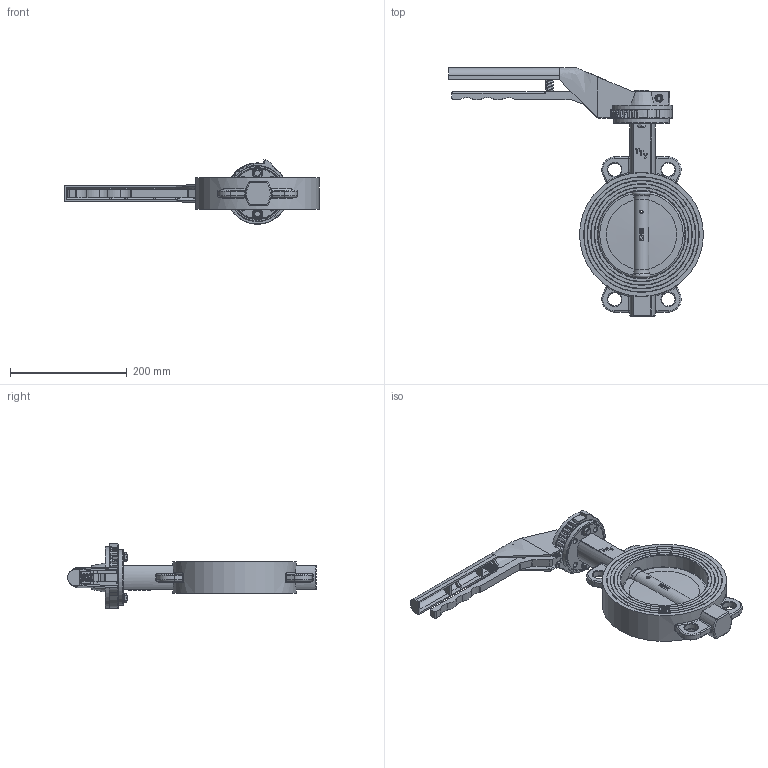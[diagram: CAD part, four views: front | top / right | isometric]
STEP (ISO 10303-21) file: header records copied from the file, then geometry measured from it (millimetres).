
FILE_DESCRIPTION(/* description */ ('1111150'),/* implementation_level */ '2;1');
FILE_NAME(/* name */ '1111150.stp',/* time_stamp */ '2019-05-03T11:30:04+02:00',/* author */ ('jmorand'),/* organization */ ('Sferaco'),/* preprocessor_version */ 'ST-DEVELOPER v17.2',/* originating_system */ 'Autodesk Inventor 2019',/* authorisation */ '');
FILE_SCHEMA (('AUTOMOTIVE_DESIGN { 1 0 10303 214 3 1 1 }'));
Products named in the file (1): VWM150MP_Shrinkwrap_1
Bounding box: 436 x 425.5 x 110.47 mm (x, y, z)
Volume: 1753164.8 mm3; surface area: 370708.3 mm2
Topology: 16 solids, 16 shells, 2531 faces, 6481 edges, 4045 vertices
Faces by surface type: plane 1135, cylinder 661, torus 310, bspline 296, sphere 80, cone 49
Full cylindrical faces by diameter (mm): 4 x1, 5 x1, 5.7 x2, 5.8 x1, 6 x5, 7 x4, 8 x6, 8.5 x2, 9 x10, 12 x1, 13 x2, 13.8 x1, 17.3 x1, 17.75 x1, 18 x3, 18.5 x1, 19 x2, 19.2 x1, 23 x5, 25 x1, 26.5 x1, 55.5 x1, 56 x1, 86.3 x1, 88 x1, 95 x1, 149.3 x1, 212 x1
Entity records: 102704 total; most frequent: CARTESIAN_POINT 40043, ORIENTED_EDGE 12902, DIRECTION 12176, EDGE_CURVE 6451, AXIS2_PLACEMENT_3D 4420, VERTEX_POINT 4046, LINE 3336, VECTOR 3336
